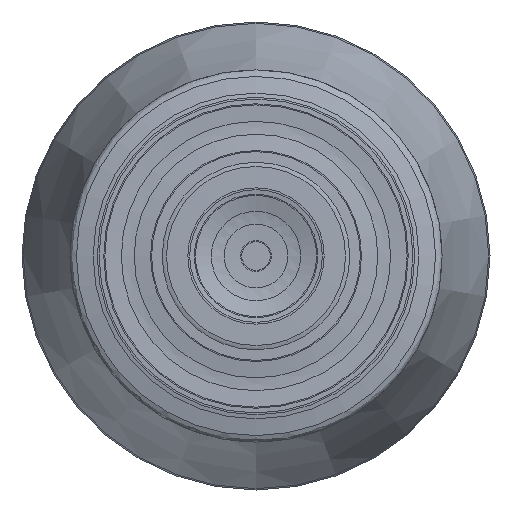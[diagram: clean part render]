
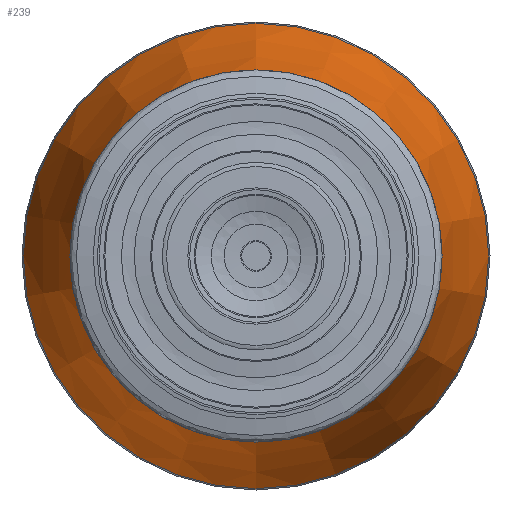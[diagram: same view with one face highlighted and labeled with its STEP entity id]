
A CAD part, left-side view. The second image highlights one B-rep face of the part: STEP entity #239.
In plain terms, the highlighted conical face has half-angle 16.39 degrees and reference radius 21.878 mm.
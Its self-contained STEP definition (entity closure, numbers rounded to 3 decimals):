
#217=CONICAL_SURFACE('',#946,21.878,16.39);
#239=ADVANCED_FACE('',(#330,#331),#217,.T.);
#330=FACE_BOUND('',#463,.T.);
#331=FACE_BOUND('',#464,.T.);
#463=EDGE_LOOP('',(#599));
#464=EDGE_LOOP('',(#600));
#599=ORIENTED_EDGE('',*,*,#789,.T.);
#600=ORIENTED_EDGE('',*,*,#788,.F.);
#720=VERTEX_POINT('',#1317);
#721=VERTEX_POINT('',#1320);
#788=EDGE_CURVE('',#720,#720,#856,.T.);
#789=EDGE_CURVE('',#721,#721,#857,.T.);
#856=CIRCLE('',#943,21.878);
#857=CIRCLE('',#945,17.203);
#943=AXIS2_PLACEMENT_3D('',#1316,#1068,#1069);
#945=AXIS2_PLACEMENT_3D('',#1319,#1072,#1073);
#946=AXIS2_PLACEMENT_3D('',#1321,#1074,#1075);
#1068=DIRECTION('',(1.,0.,0.));
#1069=DIRECTION('',(0.,0.,1.));
#1072=DIRECTION('',(1.,0.,0.));
#1073=DIRECTION('',(0.,0.,1.));
#1074=DIRECTION('',(1.,0.,0.));
#1075=DIRECTION('',(0.,0.,-1.));
#1316=CARTESIAN_POINT('',(196.586,0.,0.));
#1317=CARTESIAN_POINT('',(196.586,0.,21.878));
#1319=CARTESIAN_POINT('',(180.691,0.,0.));
#1320=CARTESIAN_POINT('',(180.691,0.,17.203));
#1321=CARTESIAN_POINT('',(196.586,0.,0.));
